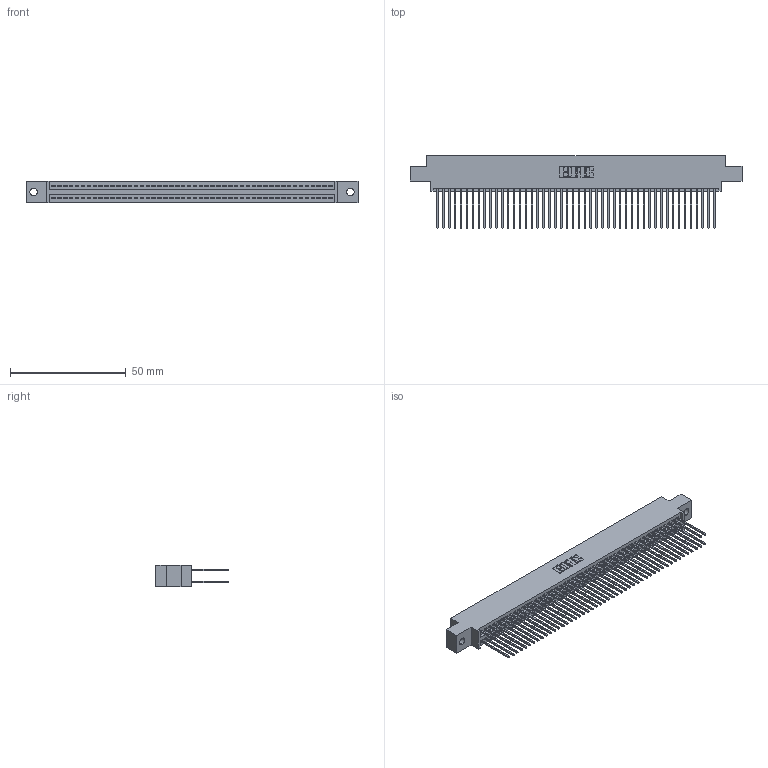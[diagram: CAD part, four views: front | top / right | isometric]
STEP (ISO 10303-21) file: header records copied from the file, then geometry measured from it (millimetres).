
FILE_DESCRIPTION (( 'STEP AP203' ), '1' );
FILE_NAME ('395-096-542-802.STEP', '2018-11-29T16:12:44', ( '' ), ( '' ), 'SwSTEP 2.0', 'SolidWorks 2016', '' );
FILE_SCHEMA (( 'CONFIG_CONTROL_DESIGN' ));
Length unit declared in the file: inch
Products named in the file (3): 345 Part_0.170 Offset - 0.128 Dia; 345-292-001_345-293-142; 395-096-542-802
Assembly tree (97 placements, depth 2):
  395-096-542-802
    345 Part_0.170 Offset - 0.128 Dia
    345-292-001_345-293-142  x96
Bounding box: 143.13 x 31.29 x 9.4 mm (x, y, z)
Volume: 14256.8 mm3; surface area: 23152.3 mm2
Topology: 97 solids, 97 shells, 4930 faces, 14657 edges, 9642 vertices
Faces by surface type: plane 3252, cylinder 1678
Entity records: 37007 total; most frequent: CARTESIAN_POINT 6200, ORIENTED_EDGE 6134, DIRECTION 5459, EDGE_CURVE 3067, VECTOR 2743, LINE 2743, VERTEX_POINT 2042, AXIS2_PLACEMENT_3D 1358
